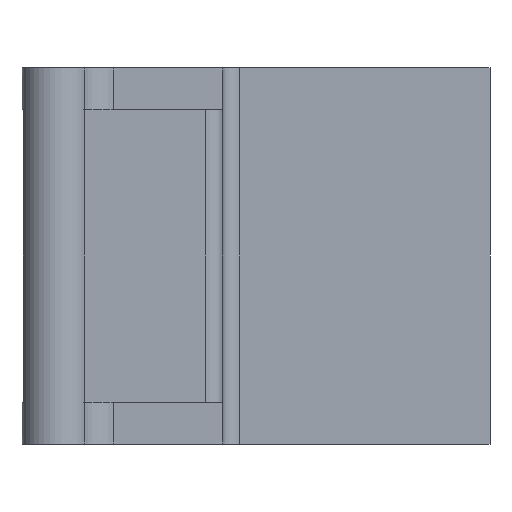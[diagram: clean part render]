
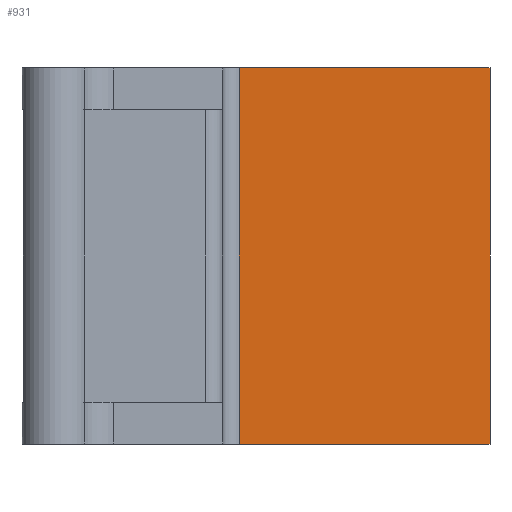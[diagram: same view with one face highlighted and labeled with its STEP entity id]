
A CAD part, left-side view. The second image highlights one B-rep face of the part: STEP entity #931.
In plain terms, the highlighted planar face has unit normal (-1, 0, 0).
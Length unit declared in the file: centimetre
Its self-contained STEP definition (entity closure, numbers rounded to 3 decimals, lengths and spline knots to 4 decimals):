
#123=PLANE('',#1009);
#187=VECTOR('',#1180,1.);
#197=VECTOR('',#1217,1.);
#198=VECTOR('',#1218,1.);
#199=VECTOR('',#1219,1.);
#261=LINE('',#1426,#187);
#271=LINE('',#1461,#197);
#272=LINE('',#1463,#198);
#273=LINE('',#1465,#199);
#345=VERTEX_POINT('',#1425);
#346=VERTEX_POINT('',#1427);
#356=VERTEX_POINT('',#1462);
#357=VERTEX_POINT('',#1464);
#507=EDGE_CURVE('',#346,#345,#261,.T.);
#528=EDGE_CURVE('',#345,#356,#271,.T.);
#529=EDGE_CURVE('',#357,#356,#272,.T.);
#530=EDGE_CURVE('',#357,#346,#273,.T.);
#747=ORIENTED_EDGE('',*,*,#528,.T.);
#748=ORIENTED_EDGE('',*,*,#529,.F.);
#749=ORIENTED_EDGE('',*,*,#530,.T.);
#750=ORIENTED_EDGE('',*,*,#507,.T.);
#833=EDGE_LOOP('',(#747,#748,#749,#750));
#884=FACE_BOUND('',#833,.T.);
#931=ADVANCED_FACE('',(#884),#123,.T.);
#1009=AXIS2_PLACEMENT_3D('',#1460,#1216,$);
#1180=DIRECTION('',(0.,0.,1.));
#1216=DIRECTION('',(-1.,0.,0.));
#1217=DIRECTION('',(0.,1.,0.));
#1218=DIRECTION('',(0.,0.,1.));
#1219=DIRECTION('',(0.,-1.,0.));
#1425=CARTESIAN_POINT('',(0.,-4.064,2.8575));
#1426=CARTESIAN_POINT('',(0.,-4.064,-2.8575));
#1427=CARTESIAN_POINT('',(0.,-4.064,-2.8575));
#1460=CARTESIAN_POINT('',(0.,-2.159,-2.8575));
#1461=CARTESIAN_POINT('',(0.,-0.254,2.8575));
#1462=CARTESIAN_POINT('',(0.,-0.254,2.8575));
#1463=CARTESIAN_POINT('',(0.,-0.254,-2.8575));
#1464=CARTESIAN_POINT('',(0.,-0.254,-2.8575));
#1465=CARTESIAN_POINT('',(0.,-0.254,-2.8575));
